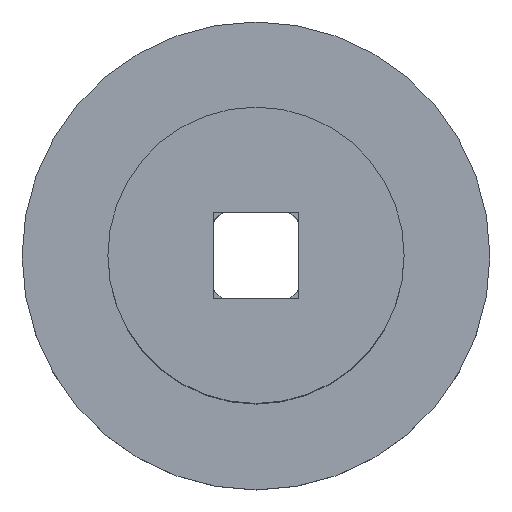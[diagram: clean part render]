
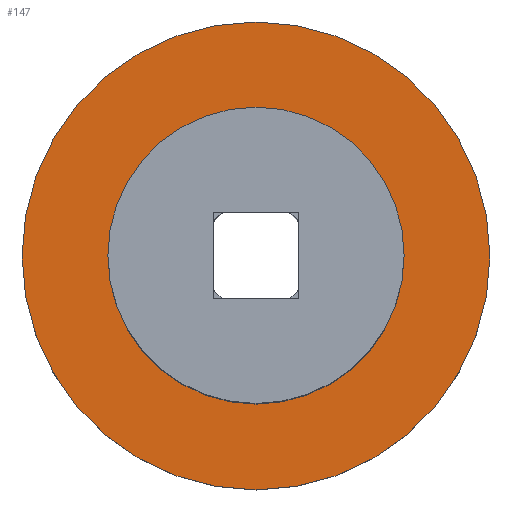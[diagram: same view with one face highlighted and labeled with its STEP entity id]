
A CAD part, top view. The second image highlights one B-rep face of the part: STEP entity #147.
In plain terms, the highlighted planar face has unit normal (0, 0, 1).
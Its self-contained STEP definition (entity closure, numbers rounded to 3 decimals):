
#147=ADVANCED_FACE('',(#192,#193),#172,.T.);
#172=PLANE('',#530);
#192=FACE_BOUND('',#208,.T.);
#193=FACE_BOUND('',#209,.T.);
#208=EDGE_LOOP('',(#268,#269));
#209=EDGE_LOOP('',(#270,#271));
#268=ORIENTED_EDGE('',*,*,#421,.T.);
#269=ORIENTED_EDGE('',*,*,#423,.F.);
#270=ORIENTED_EDGE('',*,*,#424,.T.);
#271=ORIENTED_EDGE('',*,*,#425,.F.);
#376=VERTEX_POINT('',#771);
#377=VERTEX_POINT('',#773);
#378=VERTEX_POINT('',#779);
#379=VERTEX_POINT('',#780);
#421=EDGE_CURVE('',#377,#376,#482,.T.);
#423=EDGE_CURVE('',#377,#376,#483,.T.);
#424=EDGE_CURVE('',#378,#379,#484,.T.);
#425=EDGE_CURVE('',#378,#379,#485,.T.);
#482=CIRCLE('',#524,15.);
#483=CIRCLE('',#526,15.);
#484=CIRCLE('',#528,9.5);
#485=CIRCLE('',#529,9.5);
#524=AXIS2_PLACEMENT_3D('',#772,#615,#616);
#526=AXIS2_PLACEMENT_3D('',#776,#620,#621);
#528=AXIS2_PLACEMENT_3D('',#778,#624,#625);
#529=AXIS2_PLACEMENT_3D('',#781,#626,#627);
#530=AXIS2_PLACEMENT_3D('',#782,#628,#629);
#615=DIRECTION('',(0.,0.,1.));
#616=DIRECTION('',(1.,0.,0.));
#620=DIRECTION('',(0.,0.,-1.));
#621=DIRECTION('',(1.,0.,0.));
#624=DIRECTION('',(0.,0.,-1.));
#625=DIRECTION('',(1.,0.,0.));
#626=DIRECTION('',(0.,0.,1.));
#627=DIRECTION('',(1.,0.,0.));
#628=DIRECTION('',(0.,0.,1.));
#629=DIRECTION('',(-1.,0.,0.));
#771=CARTESIAN_POINT('',(-15.,0.,0.));
#772=CARTESIAN_POINT('',(0.,0.,0.));
#773=CARTESIAN_POINT('',(15.,0.,0.));
#776=CARTESIAN_POINT('',(0.,0.,0.));
#778=CARTESIAN_POINT('',(0.,0.,0.));
#779=CARTESIAN_POINT('',(9.5,0.,0.));
#780=CARTESIAN_POINT('',(-9.5,0.,0.));
#781=CARTESIAN_POINT('',(0.,0.,0.));
#782=CARTESIAN_POINT('',(0.,0.,0.));
